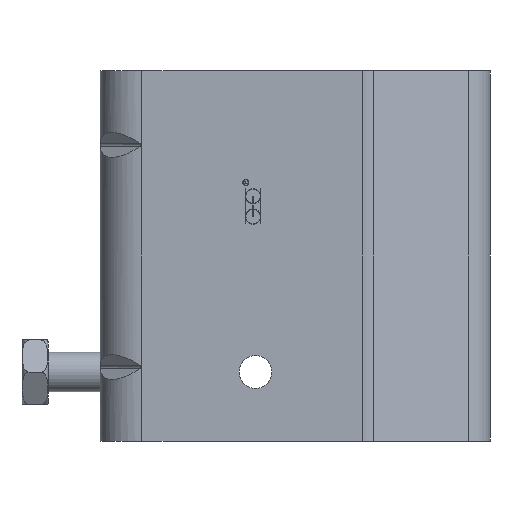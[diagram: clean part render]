
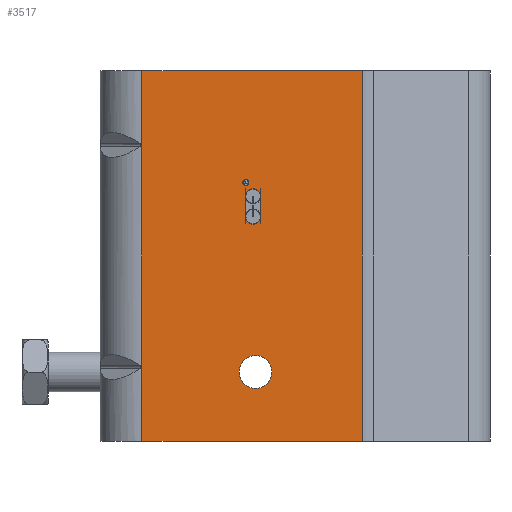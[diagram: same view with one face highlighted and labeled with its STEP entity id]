
A CAD part, left-side view. The second image highlights one B-rep face of the part: STEP entity #3517.
In plain terms, the highlighted planar face has unit normal (-1, 0, 0).
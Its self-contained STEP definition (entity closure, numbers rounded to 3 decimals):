
#82=CIRCLE('',#3764,3.324);
#83=CIRCLE('',#3765,1.55);
#84=CIRCLE('',#3766,1.55);
#85=CIRCLE('',#3767,0.625);
#148=FACE_BOUND('',#547,.T.);
#149=FACE_BOUND('',#548,.T.);
#150=FACE_BOUND('',#549,.T.);
#191=PLANE('',#3763);
#328=FACE_OUTER_BOUND('',#546,.T.);
#546=EDGE_LOOP('',(#2646,#2647,#2648,#2649));
#547=EDGE_LOOP('',(#2650));
#548=EDGE_LOOP('',(#2651,#2652,#2653,#2654,#2655,#2656,#2657,#2658,#2659,
#2660,#2661,#2662));
#549=EDGE_LOOP('',(#2663));
#900=LINE('',#5290,#1226);
#920=LINE('',#5410,#1246);
#921=LINE('',#5412,#1247);
#922=LINE('',#5413,#1248);
#923=LINE('',#5418,#1249);
#924=LINE('',#5420,#1250);
#925=LINE('',#5424,#1251);
#926=LINE('',#5426,#1252);
#927=LINE('',#5428,#1253);
#928=LINE('',#5430,#1254);
#929=LINE('',#5432,#1255);
#930=LINE('',#5436,#1256);
#931=LINE('',#5438,#1257);
#932=LINE('',#5439,#1258);
#1226=VECTOR('',#4124,75.);
#1246=VECTOR('',#4196,44.647);
#1247=VECTOR('',#4197,75.);
#1248=VECTOR('',#4198,44.647);
#1249=VECTOR('',#4201,0.099);
#1250=VECTOR('',#4202,0.955);
#1251=VECTOR('',#4205,0.955);
#1252=VECTOR('',#4206,0.099);
#1253=VECTOR('',#4207,7.098);
#1254=VECTOR('',#4208,0.099);
#1255=VECTOR('',#4209,0.955);
#1256=VECTOR('',#4212,0.955);
#1257=VECTOR('',#4213,0.099);
#1258=VECTOR('',#4214,7.098);
#1643=VERTEX_POINT('',#5287);
#1644=VERTEX_POINT('',#5289);
#1664=VERTEX_POINT('',#5409);
#1665=VERTEX_POINT('',#5411);
#1666=VERTEX_POINT('',#5414);
#1667=VERTEX_POINT('',#5416);
#1668=VERTEX_POINT('',#5417);
#1669=VERTEX_POINT('',#5419);
#1670=VERTEX_POINT('',#5421);
#1671=VERTEX_POINT('',#5423);
#1672=VERTEX_POINT('',#5425);
#1673=VERTEX_POINT('',#5427);
#1674=VERTEX_POINT('',#5429);
#1675=VERTEX_POINT('',#5431);
#1676=VERTEX_POINT('',#5433);
#1677=VERTEX_POINT('',#5435);
#1678=VERTEX_POINT('',#5437);
#1679=VERTEX_POINT('',#5440);
#2013=EDGE_CURVE('',#1643,#1644,#900,.T.);
#2050=EDGE_CURVE('',#1643,#1664,#920,.T.);
#2051=EDGE_CURVE('',#1664,#1665,#921,.T.);
#2052=EDGE_CURVE('',#1665,#1644,#922,.T.);
#2053=EDGE_CURVE('',#1666,#1666,#82,.T.);
#2054=EDGE_CURVE('',#1667,#1668,#923,.T.);
#2055=EDGE_CURVE('',#1668,#1669,#924,.T.);
#2056=EDGE_CURVE('',#1669,#1670,#83,.T.);
#2057=EDGE_CURVE('',#1670,#1671,#925,.T.);
#2058=EDGE_CURVE('',#1671,#1672,#926,.T.);
#2059=EDGE_CURVE('',#1672,#1673,#927,.T.);
#2060=EDGE_CURVE('',#1673,#1674,#928,.T.);
#2061=EDGE_CURVE('',#1674,#1675,#929,.T.);
#2062=EDGE_CURVE('',#1675,#1676,#84,.T.);
#2063=EDGE_CURVE('',#1676,#1677,#930,.T.);
#2064=EDGE_CURVE('',#1677,#1678,#931,.T.);
#2065=EDGE_CURVE('',#1678,#1667,#932,.T.);
#2066=EDGE_CURVE('',#1679,#1679,#85,.T.);
#2646=ORIENTED_EDGE('',*,*,#2013,.F.);
#2647=ORIENTED_EDGE('',*,*,#2050,.T.);
#2648=ORIENTED_EDGE('',*,*,#2051,.T.);
#2649=ORIENTED_EDGE('',*,*,#2052,.T.);
#2650=ORIENTED_EDGE('',*,*,#2053,.T.);
#2651=ORIENTED_EDGE('',*,*,#2054,.T.);
#2652=ORIENTED_EDGE('',*,*,#2055,.T.);
#2653=ORIENTED_EDGE('',*,*,#2056,.T.);
#2654=ORIENTED_EDGE('',*,*,#2057,.T.);
#2655=ORIENTED_EDGE('',*,*,#2058,.T.);
#2656=ORIENTED_EDGE('',*,*,#2059,.T.);
#2657=ORIENTED_EDGE('',*,*,#2060,.T.);
#2658=ORIENTED_EDGE('',*,*,#2061,.T.);
#2659=ORIENTED_EDGE('',*,*,#2062,.T.);
#2660=ORIENTED_EDGE('',*,*,#2063,.T.);
#2661=ORIENTED_EDGE('',*,*,#2064,.T.);
#2662=ORIENTED_EDGE('',*,*,#2065,.T.);
#2663=ORIENTED_EDGE('',*,*,#2066,.T.);
#3517=ADVANCED_FACE('',(#328,#148,#149,#150),#191,.T.);
#3763=AXIS2_PLACEMENT_3D('',#5408,#4194,#4195);
#3764=AXIS2_PLACEMENT_3D('',#5415,#4199,#4200);
#3765=AXIS2_PLACEMENT_3D('',#5422,#4203,#4204);
#3766=AXIS2_PLACEMENT_3D('',#5434,#4210,#4211);
#3767=AXIS2_PLACEMENT_3D('',#5441,#4215,#4216);
#4124=DIRECTION('',(0.,0.,1.));
#4194=DIRECTION('center_axis',(-1.,0.,0.));
#4195=DIRECTION('ref_axis',(0.,0.,1.));
#4196=DIRECTION('',(0.,-1.,0.));
#4197=DIRECTION('',(0.,0.,1.));
#4198=DIRECTION('',(0.,1.,0.));
#4199=DIRECTION('center_axis',(1.,0.,0.));
#4200=DIRECTION('ref_axis',(0.,0.,1.));
#4201=DIRECTION('',(0.,1.,0.));
#4202=DIRECTION('',(0.,0.,1.));
#4203=DIRECTION('center_axis',(1.,0.,0.));
#4204=DIRECTION('ref_axis',(0.,-0.936,0.352));
#4205=DIRECTION('',(0.,0.,-1.));
#4206=DIRECTION('',(0.,1.,0.));
#4207=DIRECTION('',(0.,0.,1.));
#4208=DIRECTION('',(0.,-1.,0.));
#4209=DIRECTION('',(0.,0.,-1.));
#4210=DIRECTION('center_axis',(1.,0.,0.));
#4211=DIRECTION('ref_axis',(0.,0.936,-0.352));
#4212=DIRECTION('',(0.,0.,1.));
#4213=DIRECTION('',(0.,-1.,0.));
#4214=DIRECTION('',(0.,0.,-1.));
#4215=DIRECTION('center_axis',(1.,0.,0.));
#4216=DIRECTION('ref_axis',(0.,0.,-1.));
#5287=CARTESIAN_POINT('',(-38.25,66.,-37.5));
#5289=CARTESIAN_POINT('',(-38.25,66.,37.5));
#5290=CARTESIAN_POINT('',(-38.25,66.,0.));
#5408=CARTESIAN_POINT('Origin',(-38.25,66.,0.));
#5409=CARTESIAN_POINT('',(-38.25,21.353,-37.5));
#5410=CARTESIAN_POINT('',(-38.25,66.,-37.5));
#5411=CARTESIAN_POINT('',(-38.25,21.353,37.5));
#5412=CARTESIAN_POINT('',(-38.25,21.353,0.));
#5413=CARTESIAN_POINT('',(-38.25,66.,37.5));
#5414=CARTESIAN_POINT('',(-38.25,43.,-20.177));
#5415=CARTESIAN_POINT('Origin',(-38.25,43.,-23.5));
#5416=CARTESIAN_POINT('',(-38.25,41.951,6.5));
#5417=CARTESIAN_POINT('',(-38.25,42.05,6.5));
#5418=CARTESIAN_POINT('',(-38.25,53.975,6.5));
#5419=CARTESIAN_POINT('',(-38.25,42.05,7.455));
#5420=CARTESIAN_POINT('',(-38.25,42.05,3.25));
#5421=CARTESIAN_POINT('',(-38.25,44.951,7.455));
#5422=CARTESIAN_POINT('Origin',(-38.25,43.5,8.));
#5423=CARTESIAN_POINT('',(-38.25,44.951,6.5));
#5424=CARTESIAN_POINT('',(-38.25,44.951,3.728));
#5425=CARTESIAN_POINT('',(-38.25,45.05,6.5));
#5426=CARTESIAN_POINT('',(-38.25,55.475,6.5));
#5427=CARTESIAN_POINT('',(-38.25,45.05,13.598));
#5428=CARTESIAN_POINT('',(-38.25,45.05,3.25));
#5429=CARTESIAN_POINT('',(-38.25,44.951,13.598));
#5430=CARTESIAN_POINT('',(-38.25,55.525,13.598));
#5431=CARTESIAN_POINT('',(-38.25,44.951,12.643));
#5432=CARTESIAN_POINT('',(-38.25,44.951,6.799));
#5433=CARTESIAN_POINT('',(-38.25,42.05,12.643));
#5434=CARTESIAN_POINT('Origin',(-38.25,43.5,12.098));
#5435=CARTESIAN_POINT('',(-38.25,42.05,13.598));
#5436=CARTESIAN_POINT('',(-38.25,42.05,6.321));
#5437=CARTESIAN_POINT('',(-38.25,41.951,13.598));
#5438=CARTESIAN_POINT('',(-38.25,54.025,13.598));
#5439=CARTESIAN_POINT('',(-38.25,41.951,6.799));
#5440=CARTESIAN_POINT('',(-38.25,45.,15.513));
#5441=CARTESIAN_POINT('Origin',(-38.25,45.,14.888));
